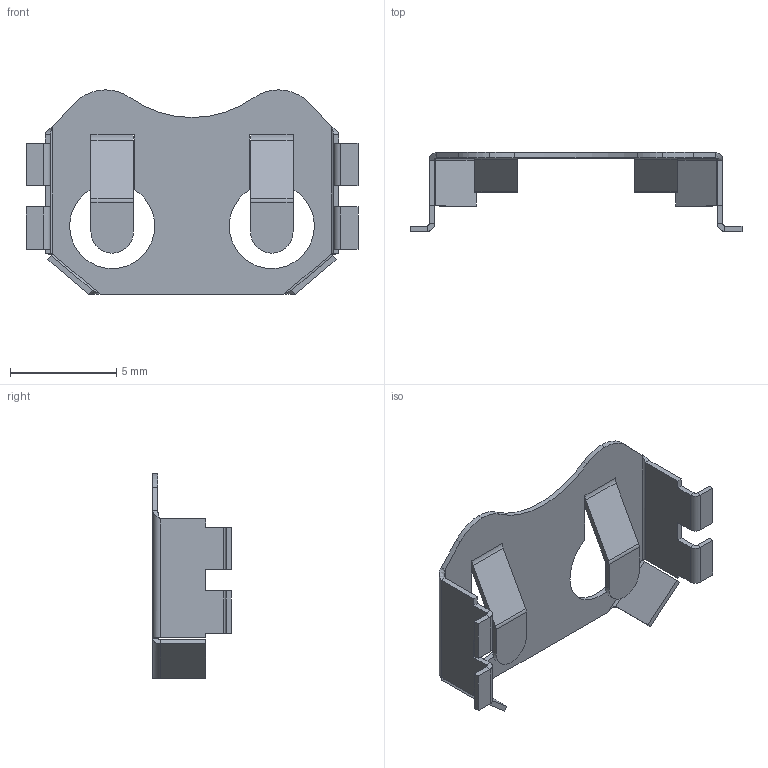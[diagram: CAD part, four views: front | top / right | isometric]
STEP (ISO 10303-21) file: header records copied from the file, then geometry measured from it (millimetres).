
FILE_DESCRIPTION (( 'STEP AP214' ), '1' );
FILE_NAME ('BK-916.STEP', '2019-10-14T13:08:47', ( '' ), ( '' ), 'SwSTEP 2.0', 'SolidWorks 2017', '' );
FILE_SCHEMA (( 'AUTOMOTIVE_DESIGN' ));
Length unit declared in the file: millimetre
Products named in the file (1): BK-916
Bounding box: 15.6 x 3.7 x 9.6 mm (x, y, z)
Volume: 39.3 mm3; surface area: 348.1 mm2
Topology: 1 solids, 1 shells, 140 faces, 318 edges, 180 vertices
Faces by surface type: plane 97, cylinder 35, bspline 8
Entity records: 4012 total; most frequent: CARTESIAN_POINT 903, ORIENTED_EDGE 636, DIRECTION 622, EDGE_CURVE 318, VECTOR 248, LINE 248, AXIS2_PLACEMENT_3D 187, VERTEX_POINT 180
